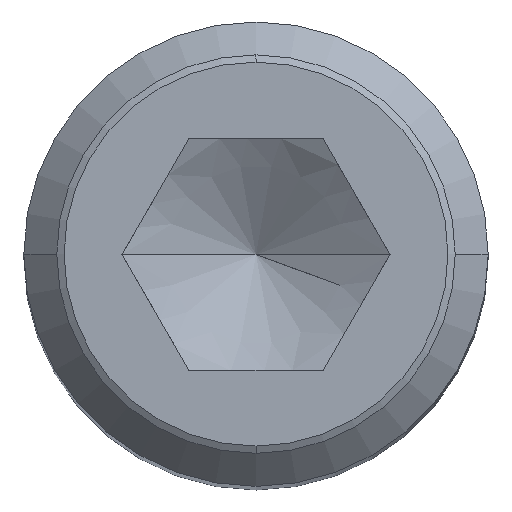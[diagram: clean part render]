
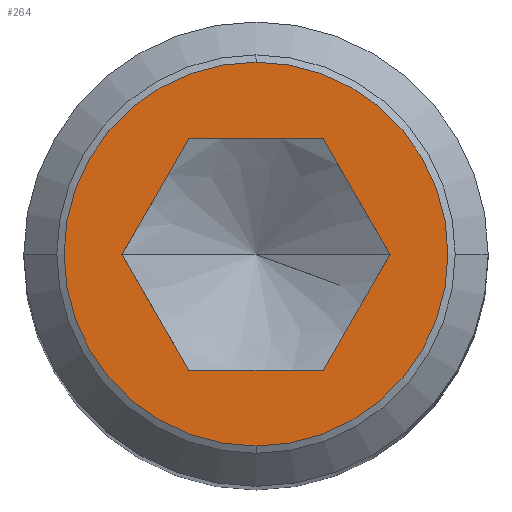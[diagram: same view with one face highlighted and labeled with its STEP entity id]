
A CAD part, top view. The second image highlights one B-rep face of the part: STEP entity #264.
In plain terms, the highlighted planar face has unit normal (0, 0, 1).
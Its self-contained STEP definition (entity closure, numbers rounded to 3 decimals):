
#138=VERTEX_POINT('',#357);
#168=EDGE_CURVE('',#268,#212,#391,.T.);
#178=VERTEX_POINT('',#401);
#192=EDGE_CURVE('',#202,#234,#417,.T.);
#198=EDGE_CURVE('',#298,#202,#423,.T.);
#202=VERTEX_POINT('',#427);
#212=VERTEX_POINT('',#439);
#232=EDGE_CURVE('',#234,#138,#459,.T.);
#234=VERTEX_POINT('',#461);
#264=ADVANCED_FACE('',(#495,#496),#497,.T.);
#268=VERTEX_POINT('',#501);
#294=EDGE_CURVE('',#314,#298,#530,.T.);
#298=VERTEX_POINT('',#534);
#302=EDGE_CURVE('',#178,#314,#538,.T.);
#312=EDGE_CURVE('',#138,#178,#549,.T.);
#314=VERTEX_POINT('',#551);
#324=EDGE_CURVE('',#212,#268,#562,.T.);
#357=CARTESIAN_POINT('',(1.443,0.0,0.));
#391=CIRCLE('',#634,2.067);
#401=CARTESIAN_POINT('',(0.722,-1.25,0.));
#417=LINE('',#684,#685);
#423=LINE('',#704,#705);
#427=CARTESIAN_POINT('',(-0.722,1.25,0.));
#439=CARTESIAN_POINT('',(0.,2.067,0.));
#459=LINE('',#760,#761);
#461=CARTESIAN_POINT('',(0.722,1.25,0.));
#495=FACE_BOUND('',#812,.T.);
#496=FACE_OUTER_BOUND('',#813,.T.);
#497=PLANE('',#814);
#501=CARTESIAN_POINT('',(0.,-2.067,0.));
#530=LINE('',#858,#859);
#534=CARTESIAN_POINT('',(-1.443,0.0,0.));
#538=LINE('',#871,#872);
#549=LINE('',#888,#889);
#551=CARTESIAN_POINT('',(-0.722,-1.25,0.));
#562=CIRCLE('',#916,2.067);
#634=AXIS2_PLACEMENT_3D('',#995,#996,#997);
#684=CARTESIAN_POINT('',(0.361,1.25,0.));
#685=VECTOR('',#1019,1.0);
#704=CARTESIAN_POINT('',(-0.902,0.938,0.));
#705=VECTOR('',#1021,1.0);
#760=CARTESIAN_POINT('',(1.263,0.313,0.));
#761=VECTOR('',#1045,1.0);
#812=EDGE_LOOP('',(#1087,#1088,#1089,#1090,#1091,#1092));
#813=EDGE_LOOP('',(#1093,#1094));
#814=AXIS2_PLACEMENT_3D('',#1095,#1096,#1097);
#858=CARTESIAN_POINT('',(-1.263,-0.312,0.));
#859=VECTOR('',#1129,1.0);
#871=CARTESIAN_POINT('',(-0.361,-1.25,0.));
#872=VECTOR('',#1134,1.0);
#888=CARTESIAN_POINT('',(0.902,-0.937,0.));
#889=VECTOR('',#1145,1.0);
#916=AXIS2_PLACEMENT_3D('',#1158,#1159,#1160);
#995=CARTESIAN_POINT('',(0.,0.,0.));
#996=DIRECTION('',(0.0,0.0,1.0));
#997=DIRECTION('',(0.,1.0,0.0));
#1019=DIRECTION('',(1.0,0.0,0.0));
#1021=DIRECTION('',(0.5,0.866,0.));
#1045=DIRECTION('',(0.5,-0.866,0.));
#1087=ORIENTED_EDGE('',*,*,#294,.T.);
#1088=ORIENTED_EDGE('',*,*,#198,.T.);
#1089=ORIENTED_EDGE('',*,*,#192,.T.);
#1090=ORIENTED_EDGE('',*,*,#232,.T.);
#1091=ORIENTED_EDGE('',*,*,#312,.T.);
#1092=ORIENTED_EDGE('',*,*,#302,.T.);
#1093=ORIENTED_EDGE('',*,*,#324,.T.);
#1094=ORIENTED_EDGE('',*,*,#168,.T.);
#1095=CARTESIAN_POINT('',(-1.772,0.,0.));
#1096=DIRECTION('',(0.0,0.0,1.0));
#1097=DIRECTION('',(-1.0,0.,0.0));
#1129=DIRECTION('',(-0.5,0.866,0.));
#1134=DIRECTION('',(-1.0,0.0,0.0));
#1145=DIRECTION('',(-0.5,-0.866,0.));
#1158=CARTESIAN_POINT('',(0.,0.,0.));
#1159=DIRECTION('',(0.0,0.0,1.0));
#1160=DIRECTION('',(0.,1.0,0.0));
